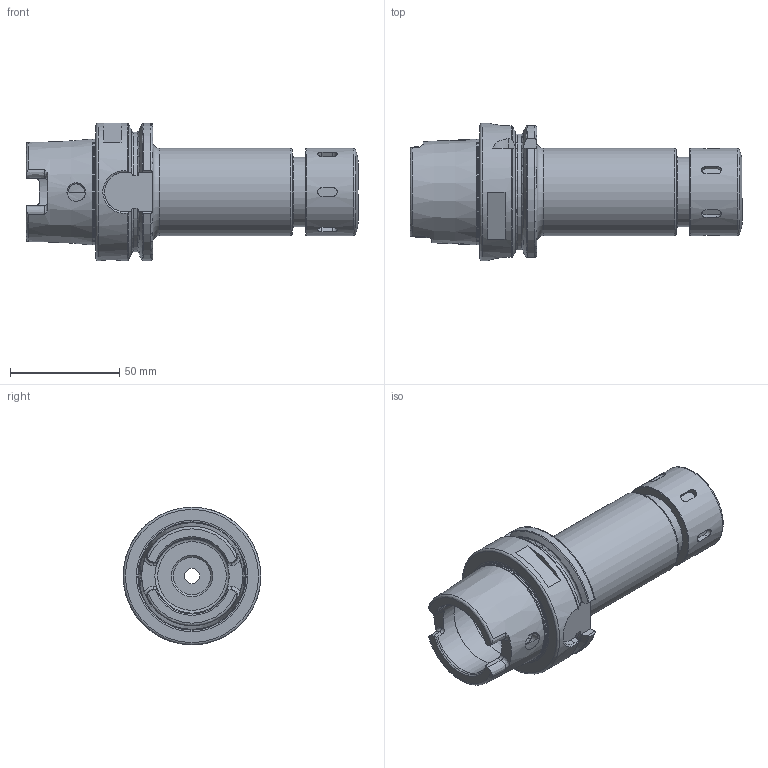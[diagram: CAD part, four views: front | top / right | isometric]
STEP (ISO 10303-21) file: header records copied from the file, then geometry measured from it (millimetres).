
FILE_DESCRIPTION(/* description */ (''),/* implementation_level */ '2;1');
FILE_NAME(/* name */ 'HSK063A-SX16-120.stp',/* time_stamp */ '2019-06-20T11:28:32-05:00',/* author */ ('ldfli'),/* organization */ (''),/* preprocessor_version */ 'ST-DEVELOPER v18',/* originating_system */ 'Autodesk Inventor LT',/* authorisation */ '');
FILE_SCHEMA (('AUTOMOTIVE_DESIGN { 1 0 10303 214 3 1 1 }'));
Length unit declared in the file: millimetre
Products named in the file (1): HSK063A-SX16-120
Bounding box: 152 x 63 x 63 mm (x, y, z)
Volume: 166569.8 mm3; surface area: 44374.9 mm2
Topology: 2 solids, 2 shells, 185 faces, 537 edges, 373 vertices
Faces by surface type: plane 71, cylinder 46, torus 28, cone 27, bspline 13
Full cylindrical faces by diameter (mm): 7 x1, 7.5 x2, 10 x1, 14 x1, 16.376 x1, 17 x1, 19 x1, 19.8 x1, 20.6 x1, 22 x1, 30.5 x1, 32 x1, 32.2 x1, 32.5 x1, 34 x2, 40 x3, 48.241 x1, 63 x1
Entity records: 7880 total; most frequent: CARTESIAN_POINT 3035, ORIENTED_EDGE 1078, DIRECTION 949, EDGE_CURVE 539, AXIS2_PLACEMENT_3D 391, VERTEX_POINT 375, CIRCLE 219, EDGE_LOOP 208
